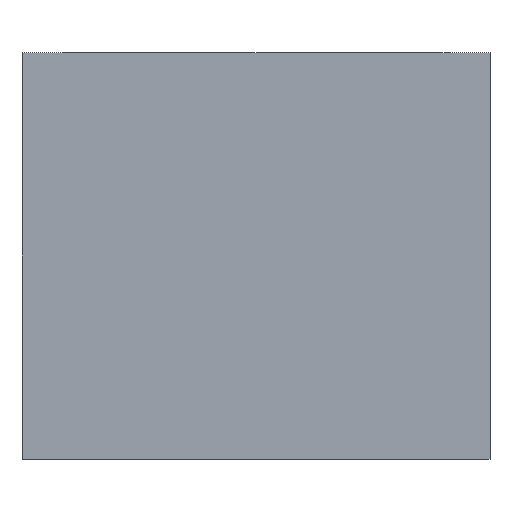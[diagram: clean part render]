
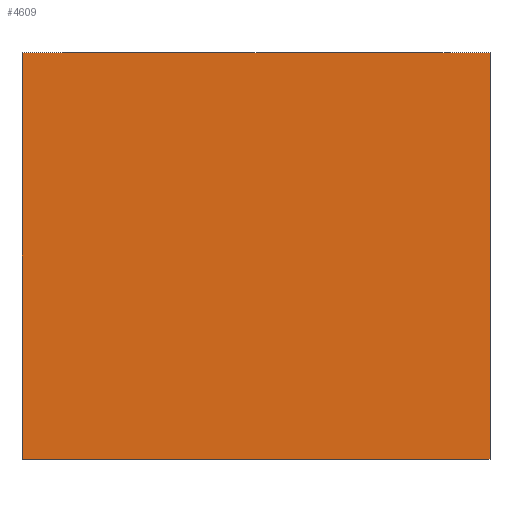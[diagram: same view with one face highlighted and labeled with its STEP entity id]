
A CAD part, left-side view. The second image highlights one B-rep face of the part: STEP entity #4609.
In plain terms, the highlighted planar face has unit normal (-1, 0, 0).
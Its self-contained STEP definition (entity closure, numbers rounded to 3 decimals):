
#551=FACE_OUTER_BOUND('',#854,.T.);
#854=EDGE_LOOP('',(#3995,#3996,#3997,#3998));
#1389=LINE('',#7880,#1759);
#1392=LINE('',#7921,#1762);
#1393=LINE('',#7937,#1763);
#1394=LINE('',#7938,#1764);
#1759=VECTOR('',#5821,40.);
#1762=VECTOR('',#5870,46.);
#1763=VECTOR('',#5887,40.);
#1764=VECTOR('',#5888,46.);
#2147=VERTEX_POINT('',#7874);
#2149=VERTEX_POINT('',#7878);
#2164=VERTEX_POINT('',#7919);
#2171=VERTEX_POINT('',#7936);
#2770=EDGE_CURVE('',#2147,#2149,#1389,.T.);
#2786=EDGE_CURVE('',#2164,#2149,#1392,.T.);
#2793=EDGE_CURVE('',#2171,#2164,#1393,.T.);
#2794=EDGE_CURVE('',#2147,#2171,#1394,.T.);
#3995=ORIENTED_EDGE('',*,*,#2770,.T.);
#3996=ORIENTED_EDGE('',*,*,#2786,.F.);
#3997=ORIENTED_EDGE('',*,*,#2793,.F.);
#3998=ORIENTED_EDGE('',*,*,#2794,.F.);
#4221=PLANE('',#4918);
#4609=ADVANCED_FACE('',(#551),#4221,.T.);
#4918=AXIS2_PLACEMENT_3D('',#7935,#5885,#5886);
#5821=DIRECTION('',(0.,0.,1.));
#5870=DIRECTION('',(0.,-1.,0.));
#5885=DIRECTION('center_axis',(-1.,0.,0.));
#5886=DIRECTION('ref_axis',(0.,1.,0.));
#5887=DIRECTION('',(0.,0.,1.));
#5888=DIRECTION('',(0.,1.,0.));
#7874=CARTESIAN_POINT('',(273.,0.,45.));
#7878=CARTESIAN_POINT('',(273.,0.,85.));
#7880=CARTESIAN_POINT('',(273.,0.,45.));
#7919=CARTESIAN_POINT('',(273.,46.,85.));
#7921=CARTESIAN_POINT('',(273.,46.,85.));
#7935=CARTESIAN_POINT('Origin',(273.,0.,45.));
#7936=CARTESIAN_POINT('',(273.,46.,45.));
#7937=CARTESIAN_POINT('',(273.,46.,45.));
#7938=CARTESIAN_POINT('',(273.,0.,45.));
